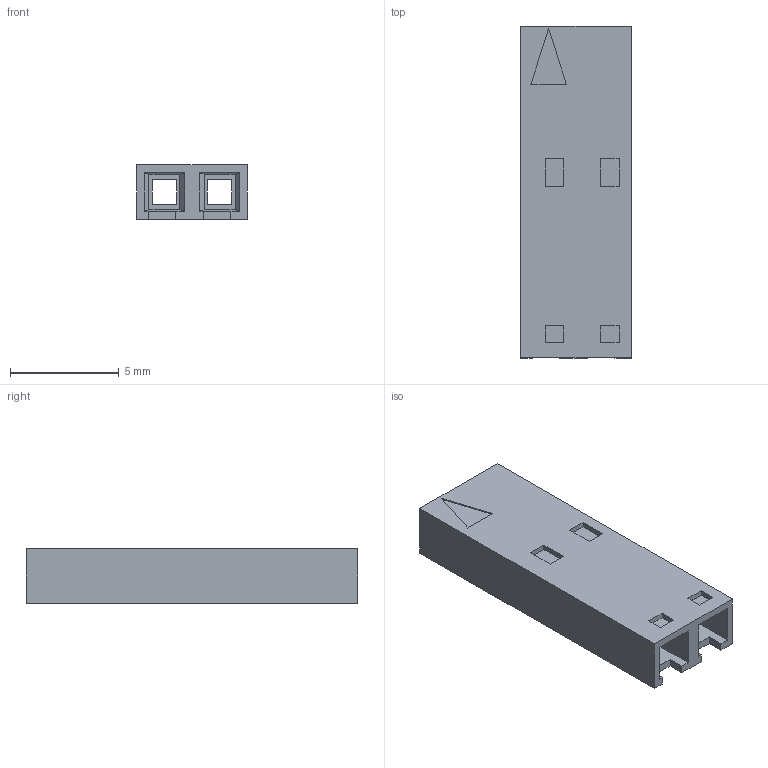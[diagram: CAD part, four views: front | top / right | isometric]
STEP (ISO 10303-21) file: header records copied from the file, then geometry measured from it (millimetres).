
FILE_DESCRIPTION(('STEP AP242'),'1');
FILE_NAME('0050579002.stp','2024-11-01T19:57:21',('TraceParts'),('TraceParts S.A.'),'Spatial InterOp 3D',' ',' ');
FILE_SCHEMA(('AP242_MANAGED_MODEL_BASED_3D_ENGINEERING_MIM_LF {1 0 10303 442 1 1 4}'));
Length unit declared in the file: millimetre
Products named in the file (1): 0050579002
Bounding box: 5.05 x 15.24 x 2.51 mm (x, y, z)
Volume: 105.6 mm3; surface area: 453 mm2
Topology: 1 solids, 1 shells, 78 faces, 189 edges, 118 vertices
Faces by surface type: plane 78
Entity records: 2224 total; most frequent: CARTESIAN_POINT 386, ORIENTED_EDGE 378, DIRECTION 347, EDGE_CURVE 189, LINE 189, VECTOR 189, VERTEX_POINT 118, EDGE_LOOP 87
